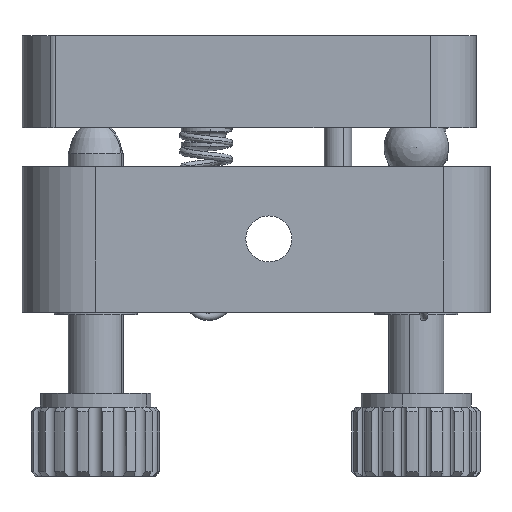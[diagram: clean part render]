
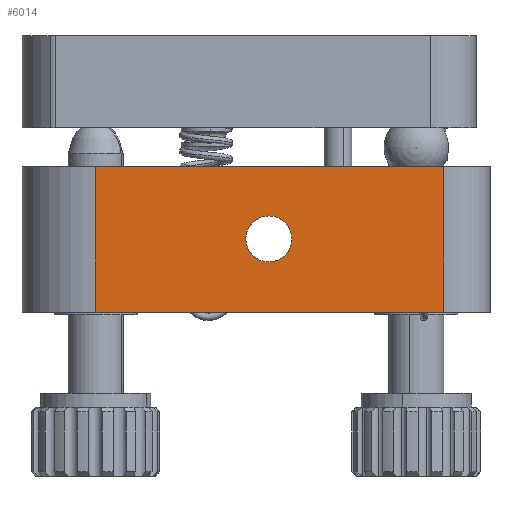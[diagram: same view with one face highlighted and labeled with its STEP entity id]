
A CAD part, front view. The second image highlights one B-rep face of the part: STEP entity #6014.
In plain terms, the highlighted planar face has unit normal (0, -1, 0).
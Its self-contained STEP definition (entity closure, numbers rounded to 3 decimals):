
#604 = VERTEX_POINT ( 'NONE', #27385 ) ;
#1149 = CARTESIAN_POINT ( 'NONE',  ( 37.694, 15.918, 37.864 ) ) ;
#2917 = EDGE_CURVE ( 'NONE', #20606, #23063, #15458, .T. ) ;
#3566 = DIRECTION ( 'NONE',  ( 0., -1., 0. ) ) ;
#3606 = DIRECTION ( 'NONE',  ( 0., 0., -1. ) ) ;
#4325 = CARTESIAN_POINT ( 'NONE',  ( -0.106, 15.918, 22.064 ) ) ;
#5596 = CARTESIAN_POINT ( 'NONE',  ( 18.694, 15.918, 30.014 ) ) ;
#6014 = ADVANCED_FACE ( 'NONE', ( #19321, #6165 ), #27874, .T. ) ;
#6165 = FACE_OUTER_BOUND ( 'NONE', #11654, .T. ) ;
#6646 = CARTESIAN_POINT ( 'NONE',  ( 37.694, 15.918, 22.064 ) ) ;
#8221 = DIRECTION ( 'NONE',  ( 0., 0., -1. ) ) ;
#8301 = LINE ( 'NONE', #30915, #13643 ) ;
#8436 = VECTOR ( 'NONE', #28192, 1000. ) ;
#9541 = VECTOR ( 'NONE', #3606, 1000. ) ;
#9695 = DIRECTION ( 'NONE',  ( 0., -1., 0. ) ) ;
#11283 = ORIENTED_EDGE ( 'NONE', *, *, #20627, .T. ) ;
#11654 = EDGE_LOOP ( 'NONE', ( #31259, #26918, #23244, #11283 ) ) ;
#12612 = LINE ( 'NONE', #32526, #32620 ) ;
#12667 = DIRECTION ( 'NONE',  ( 1., 0., 0. ) ) ;
#13129 = EDGE_CURVE ( 'NONE', #604, #29828, #28467, .T. ) ;
#13560 = AXIS2_PLACEMENT_3D ( 'NONE', #19311, #3566, #21951 ) ;
#13643 = VECTOR ( 'NONE', #12667, 1000. ) ;
#14404 = EDGE_CURVE ( 'NONE', #20187, #27283, #8301, .T. ) ;
#15458 = LINE ( 'NONE', #29805, #8436 ) ;
#16724 = CARTESIAN_POINT ( 'NONE',  ( -0.106, 15.918, 37.864 ) ) ;
#16895 = EDGE_CURVE ( 'NONE', #29828, #604, #31350, .T. ) ;
#17393 = ORIENTED_EDGE ( 'NONE', *, *, #13129, .F. ) ;
#19191 = AXIS2_PLACEMENT_3D ( 'NONE', #5596, #23936, #8221 ) ;
#19311 = CARTESIAN_POINT ( 'NONE',  ( 18.694, 15.918, 30.014 ) ) ;
#19321 = FACE_BOUND ( 'NONE', #28786, .T. ) ;
#20187 = VERTEX_POINT ( 'NONE', #4325 ) ;
#20606 = VERTEX_POINT ( 'NONE', #16724 ) ;
#20627 = EDGE_CURVE ( 'NONE', #20606, #20187, #23493, .T. ) ;
#21951 = DIRECTION ( 'NONE',  ( 0., 0., -1. ) ) ;
#23063 = VERTEX_POINT ( 'NONE', #1149 ) ;
#23244 = ORIENTED_EDGE ( 'NONE', *, *, #2917, .F. ) ;
#23493 = LINE ( 'NONE', #29616, #9541 ) ;
#23936 = DIRECTION ( 'NONE',  ( 0., -1., 0. ) ) ;
#25368 = CARTESIAN_POINT ( 'NONE',  ( 37.694, 15.918, 37.864 ) ) ;
#26918 = ORIENTED_EDGE ( 'NONE', *, *, #32646, .F. ) ;
#27283 = VERTEX_POINT ( 'NONE', #6646 ) ;
#27385 = CARTESIAN_POINT ( 'NONE',  ( 18.694, 15.918, 27.514 ) ) ;
#27874 = PLANE ( 'NONE',  #29566 ) ;
#27989 = DIRECTION ( 'NONE',  ( 1., 0., 0. ) ) ;
#28192 = DIRECTION ( 'NONE',  ( 1., 0., 0. ) ) ;
#28467 = CIRCLE ( 'NONE', #13560, 2.5 ) ;
#28786 = EDGE_LOOP ( 'NONE', ( #17393, #33354 ) ) ;
#29351 = CARTESIAN_POINT ( 'NONE',  ( 18.694, 15.918, 32.514 ) ) ;
#29566 = AXIS2_PLACEMENT_3D ( 'NONE', #25368, #9695, #27989 ) ;
#29616 = CARTESIAN_POINT ( 'NONE',  ( -0.106, 15.918, 37.864 ) ) ;
#29805 = CARTESIAN_POINT ( 'NONE',  ( 37.694, 15.918, 37.864 ) ) ;
#29828 = VERTEX_POINT ( 'NONE', #29351 ) ;
#29906 = DIRECTION ( 'NONE',  ( 0., 0., -1. ) ) ;
#30915 = CARTESIAN_POINT ( 'NONE',  ( 37.694, 15.918, 22.064 ) ) ;
#31259 = ORIENTED_EDGE ( 'NONE', *, *, #14404, .T. ) ;
#31350 = CIRCLE ( 'NONE', #19191, 2.5 ) ;
#32526 = CARTESIAN_POINT ( 'NONE',  ( 37.694, 15.918, 37.864 ) ) ;
#32620 = VECTOR ( 'NONE', #29906, 1000. ) ;
#32646 = EDGE_CURVE ( 'NONE', #23063, #27283, #12612, .T. ) ;
#33354 = ORIENTED_EDGE ( 'NONE', *, *, #16895, .F. ) ;
